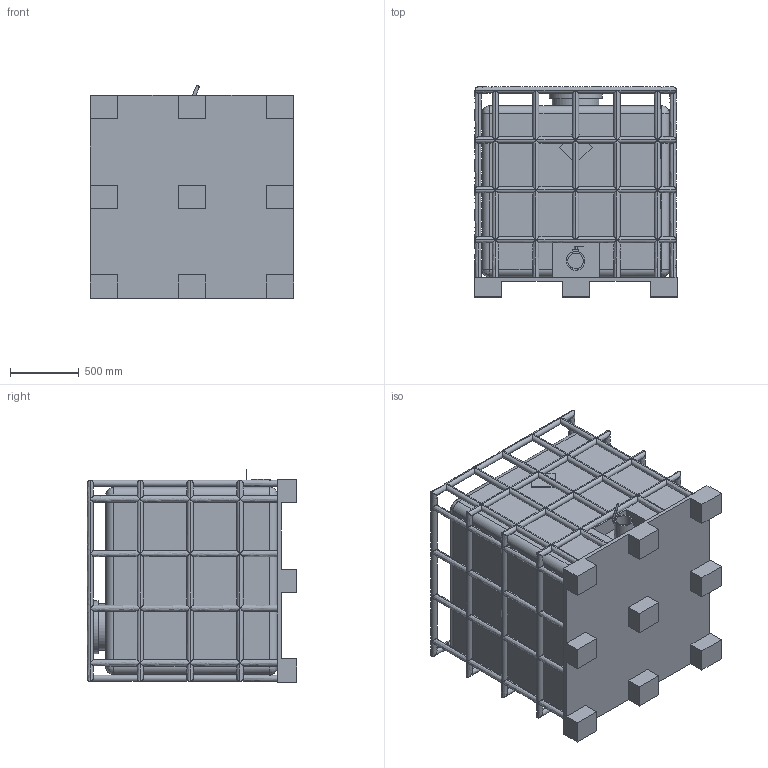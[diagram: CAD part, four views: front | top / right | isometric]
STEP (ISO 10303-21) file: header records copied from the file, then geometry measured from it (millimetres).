
FILE_DESCRIPTION(('FreeCAD Model'),'2;1');
FILE_NAME('Open CASCADE Shape Model','2025-05-28T06:07:17',('FreeCAD'),( 'FreeCAD'),'Open CASCADE STEP processor 7.6','FreeCAD','Unknown');
FILE_SCHEMA(('AUTOMOTIVE_DESIGN { 1 0 10303 214 1 1 1 1 }'));
Length unit declared in the file: millimetre
Products named in the file (1): Open CASCADE STEP translator 7.6 1
Bounding box: 1477.11 x 1522.39 x 1542.15 mm (x, y, z)
Volume: 2458221510.9 mm3; surface area: 18796314.4 mm2
Topology: 1 solids, 1 shells, 463 faces, 1160 edges, 577 vertices
Faces by surface type: bspline 463
Entity records: 14945 total; most frequent: CARTESIAN_POINT 8677, ORIENTED_EDGE 2296, EDGE_CURVE 1148, B_SPLINE_CURVE_WITH_KNOTS 655, VERTEX_POINT 577, FACE_BOUND 495, EDGE_LOOP 495, ADVANCED_FACE 463
